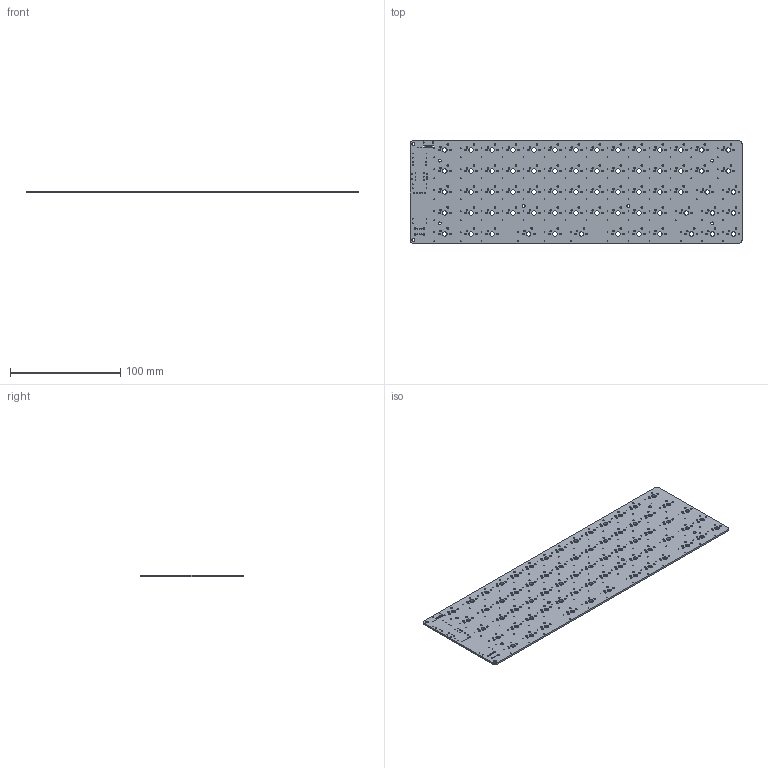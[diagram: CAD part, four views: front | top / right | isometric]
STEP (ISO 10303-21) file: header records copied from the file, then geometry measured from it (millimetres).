
FILE_DESCRIPTION(('KiCad electronic assembly'),'2;1');
FILE_NAME('Uniform.step','2022-04-28T17:08:46',('Pcbnew'),('Kicad'), 'Open CASCADE STEP processor 7.6','KiCad to STEP converter','Unknown' );
FILE_SCHEMA(('AUTOMOTIVE_DESIGN { 1 0 10303 214 1 1 1 1 }'));
Length unit declared in the file: millimetre
Products named in the file (2): Uniform 1; Uniform PCB
Assembly tree (1 placements, depth 2):
  Uniform 1
    Uniform PCB
Bounding box: 301.45 x 93.4 x 1.6 mm (x, y, z)
Volume: 42577 mm3; surface area: 58894.8 mm2
Topology: 1 solids, 1 shells, 570 faces, 1704 edges, 1136 vertices
Faces by surface type: cylinder 556, plane 14
Full cylindrical faces by diameter (mm): 0.4 x16, 0.73 x136, 0.75 x2, 0.8 x24, 0.864 x4, 0.9 x2, 1 x8, 1.499 x136, 1.5 x4, 1.702 x136, 2.7 x8, 3.988 x68
Entity records: 44271 total; most frequent: DIRECTION 7368, CARTESIAN_POINT 6820, ORIENTED_EDGE 3408, PCURVE 3408, DEFINITIONAL_REPRESENTATION 3408, LINE 2888, VECTOR 2888, CIRCLE 2224
